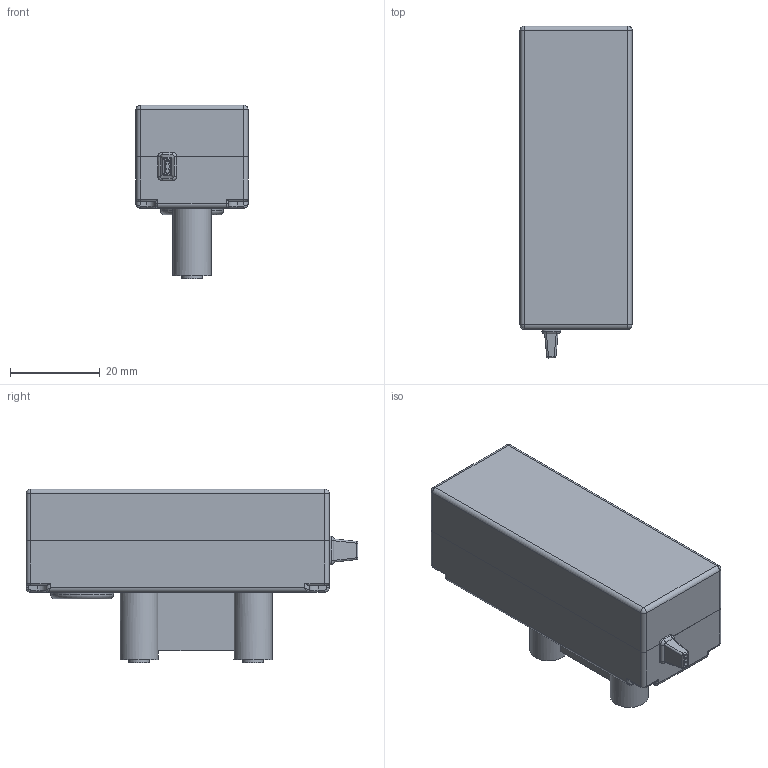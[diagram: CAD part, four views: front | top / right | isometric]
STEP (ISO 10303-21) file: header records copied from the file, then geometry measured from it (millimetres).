
FILE_DESCRIPTION(/* description */ (''),/* implementation_level */ '2;1');
FILE_NAME(/* name */ '(VEXplorer) VB-1 Motor (Module).iam.step',/* time_stamp */ '2020-04-16T23:37:45-04:00',/* author */ ('Jordan'),/* organization */ (''),/* preprocessor_version */ 'ST-DEVELOPER v17',/* originating_system */ 'Autodesk Inventor 2019',/* authorisation */ '');
FILE_SCHEMA (('AUTOMOTIVE_DESIGN { 1 0 10303 214 3 1 1 }'));
Length unit declared in the file: inch
Products named in the file (6): (VEXplorer) VB-1 Motor (Module); VB1 Motor Housing Top; VB1 Motor Socket; VB1 Motor Wire Support; Motor Insert Nut; VB1 Motor Housing Bottom
Assembly tree (6 placements, depth 2):
  (VEXplorer) VB-1 Motor (Module)
    Motor Insert Nut  x2
    VB1 Motor Housing Top
    VB1 Motor Socket
    VB1 Motor Wire Support
    VB1 Motor Housing Bottom
Bounding box: 25 x 74 x 38.75 mm (x, y, z)
Volume: 13590.2 mm3; surface area: 19751.5 mm2
Topology: 6 solids, 6 shells, 901 faces, 2769 edges, 1911 vertices
Faces by surface type: cylinder 455, plane 383, bspline 36, torus 13, sphere 8, cone 6
Full cylindrical faces by diameter (mm): 1.7 x4, 1.95 x2, 2.1 x4, 2.718 x28, 4.5 x4, 4.55 x2, 4.9 x1, 5.1 x1, 5.5 x8, 7 x1, 7.1 x1, 8 x1, 8.5 x2, 11.1 x1, 13.5 x1
Entity records: 27739 total; most frequent: CARTESIAN_POINT 10076, ORIENTED_EDGE 3802, DIRECTION 3572, EDGE_CURVE 1901, VERTEX_POINT 1297, AXIS2_PLACEMENT_3D 1240, LINE 1092, VECTOR 1092
